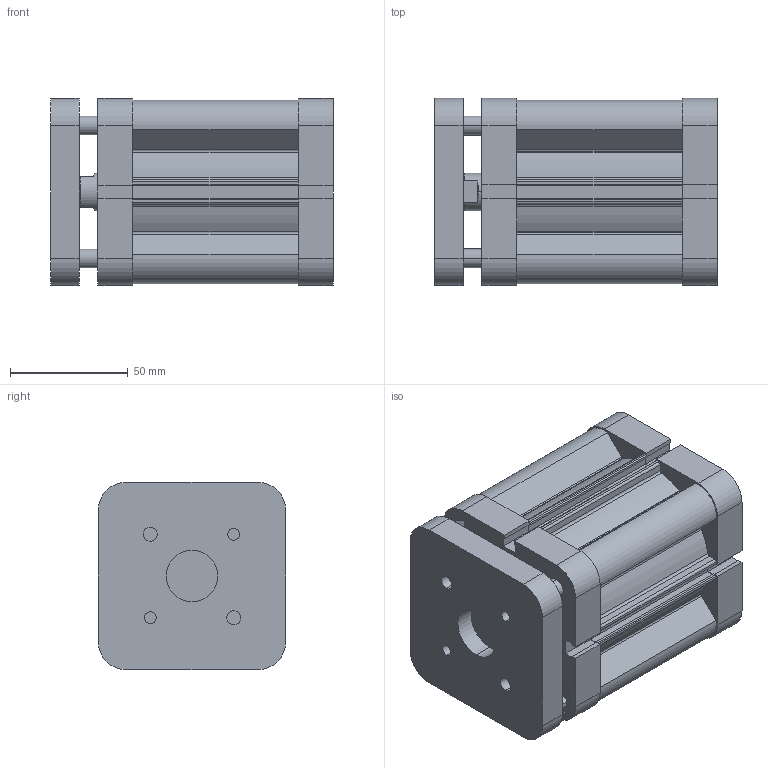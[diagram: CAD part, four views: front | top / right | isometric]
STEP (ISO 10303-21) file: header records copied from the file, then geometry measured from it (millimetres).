
FILE_DESCRIPTION (( 'STEP AP214' ), '1' );
FILE_NAME ('KCY-63-50-CYLINDER.STEP', '2013-07-24T14:46:57', ( '' ), ( '' ), 'SwSTEP 2.0', 'SolidWorks 2010', '' );
FILE_SCHEMA (( 'AUTOMOTIVE_DESIGN' ));
Length unit declared in the file: millimetre
Products named in the file (6): KCY  63  ARKA KAPAK; KCY 63 烰 KAPAK; KCY 63  M尳; KCY  63  BORU_Varsayýlan; KCY  63  BAÐ. BRAKET; KCY-63-50-CYLINDER
Assembly tree (5 placements, depth 2):
  KCY-63-50-CYLINDER
    KCY  63  BAÐ. BRAKET
    KCY  63  ARKA KAPAK
    KCY 63 烰 KAPAK
    KCY 63  M尳
    KCY  63  BORU_Varsayýlan
Bounding box: 120 x 79.5 x 79.5 mm (x, y, z)
Volume: 422541.1 mm3; surface area: 131247.5 mm2
Topology: 5 solids, 5 shells, 323 faces, 862 edges, 571 vertices
Faces by surface type: plane 173, cylinder 140, cone 10
Entity records: 10666 total; most frequent: DIRECTION 1802, CARTESIAN_POINT 1786, ORIENTED_EDGE 1720, EDGE_CURVE 860, AXIS2_PLACEMENT_3D 619, VERTEX_POINT 571, LINE 564, VECTOR 564
